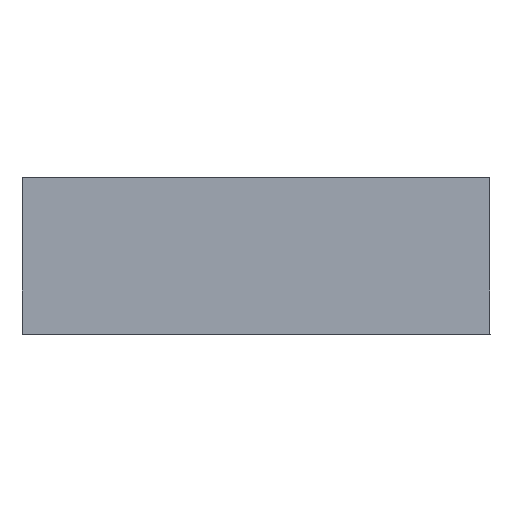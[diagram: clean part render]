
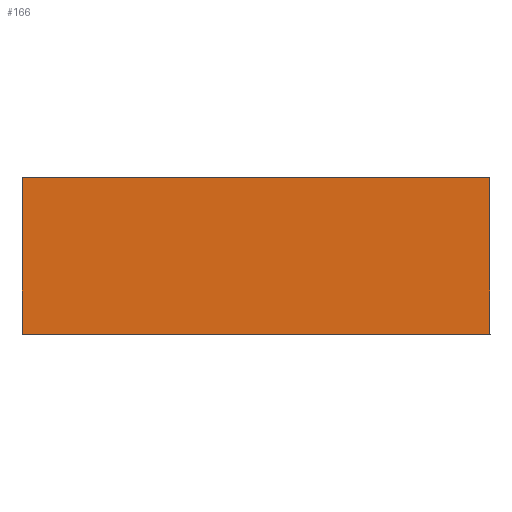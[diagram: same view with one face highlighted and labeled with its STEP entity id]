
A CAD part, top view. The second image highlights one B-rep face of the part: STEP entity #166.
In plain terms, the highlighted face is planar.
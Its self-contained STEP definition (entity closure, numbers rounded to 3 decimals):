
#26 = ORIENTED_EDGE ( 'NONE', *, *, #1166, .F. ) ;
#166 = ADVANCED_FACE ( 'NONE', ( #2408 ), #3864, .T. ) ;
#211 = LINE ( 'NONE', #858, #759 ) ;
#304 = VECTOR ( 'NONE', #411, 1000. ) ;
#411 = DIRECTION ( 'NONE',  ( 0., 1., 0. ) ) ;
#477 = CARTESIAN_POINT ( 'NONE',  ( 2000., -667.5, -3. ) ) ;
#514 = DIRECTION ( 'NONE',  ( 0., 0., -1. ) ) ;
#759 = VECTOR ( 'NONE', #1668, 1000. ) ;
#777 = CARTESIAN_POINT ( 'NONE',  ( 2000., 673.5, -3. ) ) ;
#778 = EDGE_CURVE ( 'NONE', #1852, #1334, #4387, .T. ) ;
#858 = CARTESIAN_POINT ( 'NONE',  ( -2000., -673.5, -3. ) ) ;
#952 = EDGE_CURVE ( 'NONE', #4662, #1852, #4456, .T. ) ;
#1166 = EDGE_CURVE ( 'NONE', #1972, #4662, #2343, .T. ) ;
#1316 = CARTESIAN_POINT ( 'NONE',  ( -2000., -667.5, -3. ) ) ;
#1334 = VERTEX_POINT ( 'NONE', #2263 ) ;
#1406 = ORIENTED_EDGE ( 'NONE', *, *, #2392, .F. ) ;
#1668 = DIRECTION ( 'NONE',  ( 0., -1., 0. ) ) ;
#1735 = CARTESIAN_POINT ( 'NONE',  ( -2000., -667.5, -3. ) ) ;
#1852 = VERTEX_POINT ( 'NONE', #777 ) ;
#1972 = VERTEX_POINT ( 'NONE', #1316 ) ;
#2139 = CARTESIAN_POINT ( 'NONE',  ( -2000., 673.5, -3. ) ) ;
#2263 = CARTESIAN_POINT ( 'NONE',  ( -2000., 673.5, -3. ) ) ;
#2343 = LINE ( 'NONE', #1735, #4321 ) ;
#2392 = EDGE_CURVE ( 'NONE', #1334, #1972, #211, .T. ) ;
#2408 = FACE_OUTER_BOUND ( 'NONE', #3165, .T. ) ;
#2526 = DIRECTION ( 'NONE',  ( 1., 0., 0. ) ) ;
#2659 = AXIS2_PLACEMENT_3D ( 'NONE', #3128, #514, #3883 ) ;
#3056 = VECTOR ( 'NONE', #4649, 1000. ) ;
#3128 = CARTESIAN_POINT ( 'NONE',  ( 0., 0., -3. ) ) ;
#3165 = EDGE_LOOP ( 'NONE', ( #4473, #26, #1406, #3733 ) ) ;
#3733 = ORIENTED_EDGE ( 'NONE', *, *, #778, .F. ) ;
#3864 = PLANE ( 'NONE',  #2659 ) ;
#3883 = DIRECTION ( 'NONE',  ( -1., 0., 0. ) ) ;
#4321 = VECTOR ( 'NONE', #2526, 1000. ) ;
#4387 = LINE ( 'NONE', #2139, #3056 ) ;
#4413 = CARTESIAN_POINT ( 'NONE',  ( 2000., -673.5, -3. ) ) ;
#4456 = LINE ( 'NONE', #4413, #304 ) ;
#4473 = ORIENTED_EDGE ( 'NONE', *, *, #952, .F. ) ;
#4649 = DIRECTION ( 'NONE',  ( -1., 0., 0. ) ) ;
#4662 = VERTEX_POINT ( 'NONE', #477 ) ;
